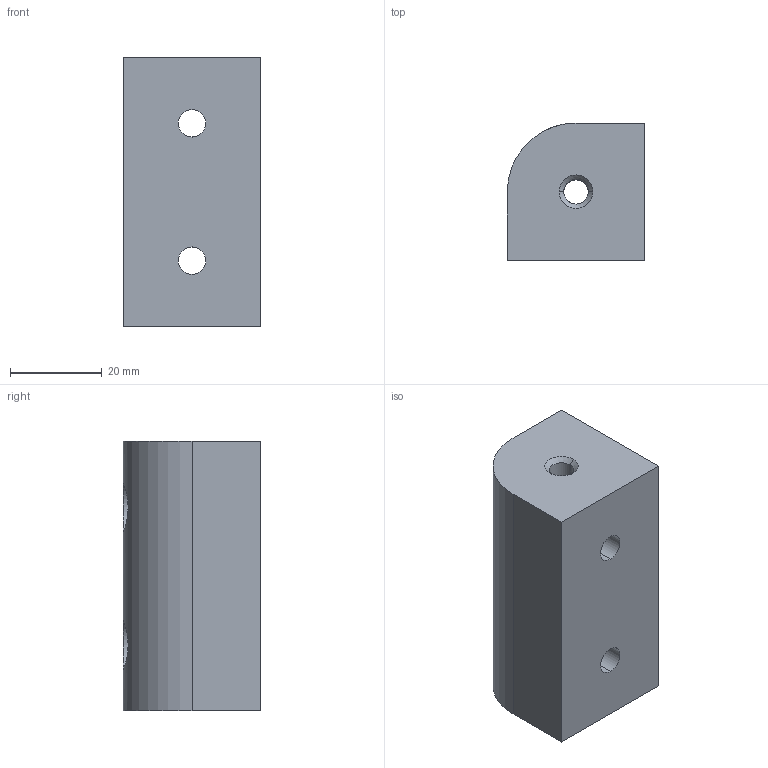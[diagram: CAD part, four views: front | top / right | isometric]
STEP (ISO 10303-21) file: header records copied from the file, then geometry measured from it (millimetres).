
FILE_DESCRIPTION (( 'STEP AP214' ), '1' );
FILE_NAME ('A453 Ïðàâûé äâîéíîé ïîâîðîòíûé êðîíøòåéí, ïàç 8.STEP', '2022-02-25T09:41:19', ( 'Ïîëüçîâàòåëü Windows' ), ( '' ), 'SwSTEP 2.0', 'SolidWorks 2021', '' );
FILE_SCHEMA (( 'AUTOMOTIVE_DESIGN' ));
Length unit declared in the file: millimetre
Products named in the file (1): A453 Ïðàâûé äâîéíîé ïîâîðîòíûé êðîíøòåéí, ïàç 8
Bounding box: 30 x 30 x 58.75 mm (x, y, z)
Volume: 46284.4 mm3; surface area: 10274.2 mm2
Topology: 1 solids, 1 shells, 27 faces, 79 edges, 50 vertices
Faces by surface type: cylinder 15, plane 8, cone 4
Entity records: 1327 total; most frequent: CARTESIAN_POINT 507, ORIENTED_EDGE 158, DIRECTION 141, EDGE_CURVE 79, AXIS2_PLACEMENT_3D 52, VERTEX_POINT 50, LINE 37, VECTOR 37
